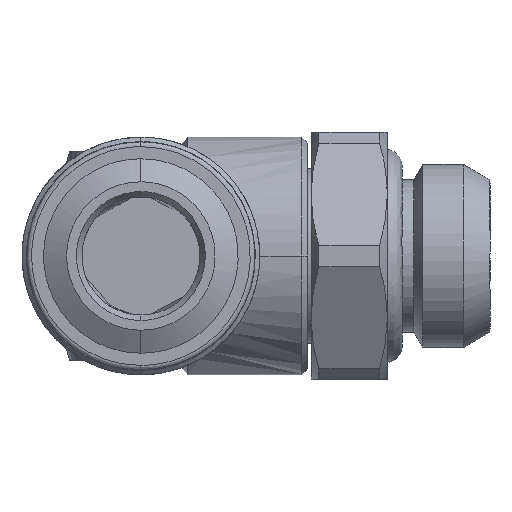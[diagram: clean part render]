
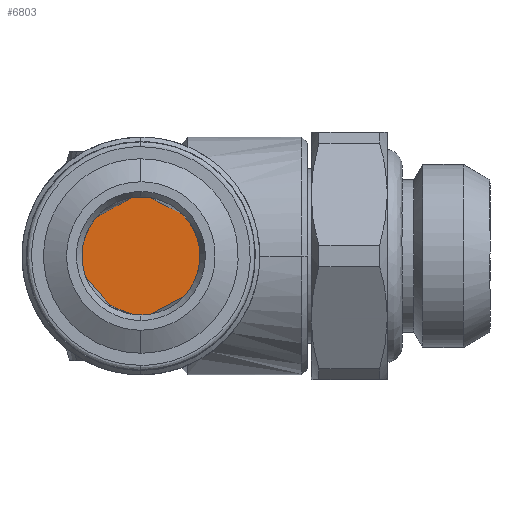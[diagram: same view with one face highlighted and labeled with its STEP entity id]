
A CAD part, left-side view. The second image highlights one B-rep face of the part: STEP entity #6803.
In plain terms, the highlighted free-form (B-spline) face has degree [1, 1] with [2, 2] control points.
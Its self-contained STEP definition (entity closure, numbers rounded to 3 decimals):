
#40 = CARTESIAN_POINT ( 'NONE',  ( -21.528, -51.874, 39.896 ) ) ;
#123 = CARTESIAN_POINT ( 'NONE',  ( -21.528, -50.874, 33.777 ) ) ;
#144 = CARTESIAN_POINT ( 'NONE',  ( -21.528, -56.44, 34.523 ) ) ;
#228 = CARTESIAN_POINT ( 'NONE',  ( -21.528, -56.44, 39.15 ) ) ;
#301 = CARTESIAN_POINT ( 'NONE',  ( -21.528, -58.174, 40.011 ) ) ;
#354 = ORIENTED_EDGE ( 'NONE', *, *, #7795, .F. ) ;
#566 = CARTESIAN_POINT ( 'NONE',  ( -21.528, -51.874, 32.868 ) ) ;
#657 = CARTESIAN_POINT ( 'NONE',  ( -21.528, -51.874, 33.777 ) ) ;
#889 = EDGE_CURVE ( 'NONE', #3749, #3701, #1271, .T. ) ;
#926 = B_SPLINE_CURVE_WITH_KNOTS ( 'NONE', 1,
 ( #8905, #566 ),
 .UNSPECIFIED., .F., .F.,
 ( 2, 2 ),
 ( 0., 1. ),
 .UNSPECIFIED. ) ;
#1119 = CARTESIAN_POINT ( 'NONE',  ( -21.528, -59.474, 40.887 ) ) ;
#1260 =( BOUNDED_CURVE ( )  B_SPLINE_CURVE ( 3, ( #5151, #1727, #3030, #6593 ),
 .UNSPECIFIED., .F., .F. ) 
 B_SPLINE_CURVE_WITH_KNOTS ( ( 4, 4 ),
 ( -2.818, 0. ),
 .UNSPECIFIED. ) 
 CURVE ( )  GEOMETRIC_REPRESENTATION_ITEM ( )  RATIONAL_B_SPLINE_CURVE ( ( 1., 0.441, 0.441, 1. ) ) 
 REPRESENTATION_ITEM ( '' )  );
#1270 = CARTESIAN_POINT ( 'NONE',  ( -21.528, -50.874, 40.805 ) ) ;
#1271 = B_SPLINE_CURVE_WITH_KNOTS ( 'NONE', 1,
 ( #3355, #1270 ),
 .UNSPECIFIED., .F., .F.,
 ( 2, 2 ),
 ( 0., 1. ),
 .UNSPECIFIED. ) ;
#1303 = CARTESIAN_POINT ( 'NONE',  ( -21.528, -49.002, 32.787 ) ) ;
#1354 = CARTESIAN_POINT ( 'NONE',  ( -21.528, -51.874, 40.805 ) ) ;
#1509 = ORIENTED_EDGE ( 'NONE', *, *, #2418, .F. ) ;
#1545 = EDGE_CURVE ( 'NONE', #6099, #3749, #1260, .T. ) ;
#1687 = ORIENTED_EDGE ( 'NONE', *, *, #3006, .F. ) ;
#1727 = CARTESIAN_POINT ( 'NONE',  ( -21.528, -46.309, 34.523 ) ) ;
#1766 = CARTESIAN_POINT ( 'NONE',  ( -21.528, -51.874, 40.805 ) ) ;
#1800 = ORIENTED_EDGE ( 'NONE', *, *, #4271, .F. ) ;
#2032 = CARTESIAN_POINT ( 'NONE',  ( -21.528, -51.874, 39.896 ) ) ;
#2348 =( BOUNDED_CURVE ( )  B_SPLINE_CURVE ( 3, ( #8022, #2444, #5185, #8778 ),
 .UNSPECIFIED., .F., .F. ) 
 B_SPLINE_CURVE_WITH_KNOTS ( ( 4, 4 ),
 ( -2.891, 0. ),
 .UNSPECIFIED. ) 
 CURVE ( )  GEOMETRIC_REPRESENTATION_ITEM ( )  RATIONAL_B_SPLINE_CURVE ( ( 1., 0.417, 0.417, 1. ) ) 
 REPRESENTATION_ITEM ( '' )  );
#2355 = B_SPLINE_CURVE_WITH_KNOTS ( 'NONE', 1,
 ( #6555, #6501 ),
 .UNSPECIFIED., .F., .F.,
 ( 2, 2 ),
 ( 0., 1. ),
 .UNSPECIFIED. ) ;
#2357 = CARTESIAN_POINT ( 'NONE',  ( -21.528, -47.324, 36.837 ) ) ;
#2418 = EDGE_CURVE ( 'NONE', #6982, #8196, #926, .T. ) ;
#2444 = CARTESIAN_POINT ( 'NONE',  ( -21.528, -44.574, 40.011 ) ) ;
#2448 = CARTESIAN_POINT ( 'NONE',  ( -21.528, -51.874, 32.868 ) ) ;
#2536 = EDGE_LOOP ( 'NONE', ( #6441, #8826, #6649, #5807 ) ) ;
#2780 = CARTESIAN_POINT ( 'NONE',  ( -21.528, -50.874, 39.896 ) ) ;
#2938 = CARTESIAN_POINT ( 'NONE',  ( -21.528, -47.276, 40.935 ) ) ;
#3006 = EDGE_CURVE ( 'NONE', #8838, #7988, #3614, .T. ) ;
#3030 = CARTESIAN_POINT ( 'NONE',  ( -21.528, -46.309, 39.15 ) ) ;
#3355 = CARTESIAN_POINT ( 'NONE',  ( -21.528, -50.874, 39.896 ) ) ;
#3406 = CARTESIAN_POINT ( 'NONE',  ( -21.528, -47.324, 34.464 ) ) ;
#3434 = ORIENTED_EDGE ( 'NONE', *, *, #5372, .F. ) ;
#3528 = CARTESIAN_POINT ( 'NONE',  ( -21.528, -51.374, 40.887 ) ) ;
#3584 = EDGE_CURVE ( 'NONE', #3701, #6278, #2348, .T. ) ;
#3594 =( BOUNDED_CURVE ( )  B_SPLINE_CURVE ( 3, ( #2448, #8715, #301, #1766 ),
 .UNSPECIFIED., .F., .T. ) 
 B_SPLINE_CURVE_WITH_KNOTS ( ( 4, 4 ),
 ( -2.891, 0. ),
 .UNSPECIFIED. ) 
 CURVE ( )  GEOMETRIC_REPRESENTATION_ITEM ( )  RATIONAL_B_SPLINE_CURVE ( ( 1., 0.417, 0.417, 1. ) ) 
 REPRESENTATION_ITEM ( '' )  );
#3614 = B_SPLINE_CURVE_WITH_KNOTS ( 'NONE', 1,
 ( #6447, #5070 ),
 .UNSPECIFIED., .F., .F.,
 ( 2, 2 ),
 ( 0., 1. ),
 .UNSPECIFIED. ) ;
#3701 = VERTEX_POINT ( 'NONE', #6810 ) ;
#3730 = CARTESIAN_POINT ( 'NONE',  ( -21.528, -50.874, 32.868 ) ) ;
#3741 = CARTESIAN_POINT ( 'NONE',  ( -21.528, -49.002, 40.887 ) ) ;
#3749 = VERTEX_POINT ( 'NONE', #2780 ) ;
#3892 = CARTESIAN_POINT ( 'NONE',  ( -21.528, -51.374, 32.787 ) ) ;
#4221 = FACE_OUTER_BOUND ( 'NONE', #7977, .T. ) ;
#4271 = EDGE_CURVE ( 'NONE', #7988, #6982, #8991, .T. ) ;
#4340 = EDGE_CURVE ( 'NONE', #8614, #6058, #7392, .T. ) ;
#5070 = CARTESIAN_POINT ( 'NONE',  ( -21.528, -51.874, 39.896 ) ) ;
#5151 = CARTESIAN_POINT ( 'NONE',  ( -21.528, -50.874, 33.777 ) ) ;
#5185 = CARTESIAN_POINT ( 'NONE',  ( -21.528, -44.574, 33.662 ) ) ;
#5244 = CARTESIAN_POINT ( 'NONE',  ( -21.528, -47.324, 39.209 ) ) ;
#5274 = CARTESIAN_POINT ( 'NONE',  ( -21.528, -59.474, 32.787 ) ) ;
#5372 = EDGE_CURVE ( 'NONE', #6058, #8614, #8766, .T. ) ;
#5455 = CARTESIAN_POINT ( 'NONE',  ( -21.528, -51.374, 32.787 ) ) ;
#5653 = CARTESIAN_POINT ( 'NONE',  ( -21.528, -51.874, 33.777 ) ) ;
#5669 = CARTESIAN_POINT ( 'NONE',  ( -21.528, -55.473, 32.738 ) ) ;
#5807 = ORIENTED_EDGE ( 'NONE', *, *, #889, .F. ) ;
#5943 = FACE_BOUND ( 'NONE', #2536, .T. ) ;
#6058 = VERTEX_POINT ( 'NONE', #7648 ) ;
#6099 = VERTEX_POINT ( 'NONE', #123 ) ;
#6112 = B_SPLINE_SURFACE_WITH_KNOTS ( 'NONE', 1, 1, ( 
 ( #7144, #2938 ),
 ( #5669, #7171 ) ),
 .UNSPECIFIED., .F., .F., .F.,
 ( 2, 2 ),
 ( 2, 2 ),
 ( 0., 1. ),
 ( 0., 1. ),
 .UNSPECIFIED. ) ;
#6240 = ORIENTED_EDGE ( 'NONE', *, *, #4340, .F. ) ;
#6278 = VERTEX_POINT ( 'NONE', #3730 ) ;
#6441 = ORIENTED_EDGE ( 'NONE', *, *, #1545, .F. ) ;
#6447 = CARTESIAN_POINT ( 'NONE',  ( -21.528, -51.874, 40.805 ) ) ;
#6501 = CARTESIAN_POINT ( 'NONE',  ( -21.528, -50.874, 33.777 ) ) ;
#6555 = CARTESIAN_POINT ( 'NONE',  ( -21.528, -50.874, 32.868 ) ) ;
#6593 = CARTESIAN_POINT ( 'NONE',  ( -21.528, -50.874, 39.896 ) ) ;
#6649 = ORIENTED_EDGE ( 'NONE', *, *, #3584, .F. ) ;
#6803 = ADVANCED_FACE ( 'NONE', ( #7489, #5943, #4221 ), #6112, .F. ) ;
#6810 = CARTESIAN_POINT ( 'NONE',  ( -21.528, -50.874, 40.805 ) ) ;
#6982 = VERTEX_POINT ( 'NONE', #657 ) ;
#7144 = CARTESIAN_POINT ( 'NONE',  ( -21.528, -55.473, 40.935 ) ) ;
#7171 = CARTESIAN_POINT ( 'NONE',  ( -21.528, -47.276, 32.738 ) ) ;
#7304 = CARTESIAN_POINT ( 'NONE',  ( -21.528, -51.374, 40.887 ) ) ;
#7332 = EDGE_LOOP ( 'NONE', ( #354, #1509, #1800, #1687 ) ) ;
#7392 =( BOUNDED_CURVE ( )  B_SPLINE_CURVE ( 3, ( #8809, #1119, #5274, #3892 ),
 .UNSPECIFIED., .F., .F. ) 
 B_SPLINE_CURVE_WITH_KNOTS ( ( 4, 4 ),
 ( -3.142, 0. ),
 .UNSPECIFIED. ) 
 CURVE ( )  GEOMETRIC_REPRESENTATION_ITEM ( )  RATIONAL_B_SPLINE_CURVE ( ( 1., 0.333, 0.333, 1. ) ) 
 REPRESENTATION_ITEM ( '' )  );
#7489 = FACE_BOUND ( 'NONE', #7332, .T. ) ;
#7648 = CARTESIAN_POINT ( 'NONE',  ( -21.528, -51.374, 32.787 ) ) ;
#7795 = EDGE_CURVE ( 'NONE', #8196, #8838, #3594, .T. ) ;
#7977 = EDGE_LOOP ( 'NONE', ( #6240, #3434 ) ) ;
#7988 = VERTEX_POINT ( 'NONE', #2032 ) ;
#8022 = CARTESIAN_POINT ( 'NONE',  ( -21.528, -50.874, 40.805 ) ) ;
#8196 = VERTEX_POINT ( 'NONE', #8915 ) ;
#8614 = VERTEX_POINT ( 'NONE', #3528 ) ;
#8674 = EDGE_CURVE ( 'NONE', #6278, #6099, #2355, .T. ) ;
#8715 = CARTESIAN_POINT ( 'NONE',  ( -21.528, -58.174, 33.662 ) ) ;
#8766 =( BOUNDED_CURVE ( )  B_SPLINE_CURVE ( 3, ( #5455, #1303, #3406, #2357, #5244, #3741, #7304 ),
 .UNSPECIFIED., .F., .T. ) 
 B_SPLINE_CURVE_WITH_KNOTS ( ( 4, 3, 4 ),
 ( -3.142, -1.571, 0. ),
 .UNSPECIFIED. ) 
 CURVE ( )  GEOMETRIC_REPRESENTATION_ITEM ( )  RATIONAL_B_SPLINE_CURVE ( ( 1., 0.805, 0.805, 1., 0.805, 0.805, 1. ) ) 
 REPRESENTATION_ITEM ( '' )  );
#8778 = CARTESIAN_POINT ( 'NONE',  ( -21.528, -50.874, 32.868 ) ) ;
#8809 = CARTESIAN_POINT ( 'NONE',  ( -21.528, -51.374, 40.887 ) ) ;
#8826 = ORIENTED_EDGE ( 'NONE', *, *, #8674, .F. ) ;
#8838 = VERTEX_POINT ( 'NONE', #1354 ) ;
#8905 = CARTESIAN_POINT ( 'NONE',  ( -21.528, -51.874, 33.777 ) ) ;
#8915 = CARTESIAN_POINT ( 'NONE',  ( -21.528, -51.874, 32.868 ) ) ;
#8991 =( BOUNDED_CURVE ( )  B_SPLINE_CURVE ( 3, ( #40, #228, #144, #5653 ),
 .UNSPECIFIED., .F., .T. ) 
 B_SPLINE_CURVE_WITH_KNOTS ( ( 4, 4 ),
 ( -2.818, 0. ),
 .UNSPECIFIED. ) 
 CURVE ( )  GEOMETRIC_REPRESENTATION_ITEM ( )  RATIONAL_B_SPLINE_CURVE ( ( 1., 0.441, 0.441, 1. ) ) 
 REPRESENTATION_ITEM ( '' )  );
